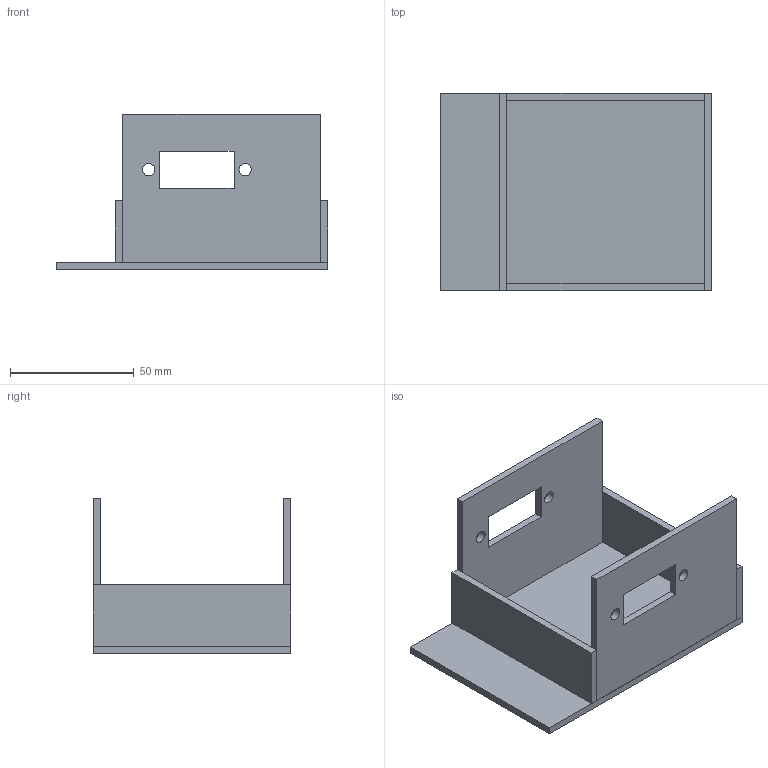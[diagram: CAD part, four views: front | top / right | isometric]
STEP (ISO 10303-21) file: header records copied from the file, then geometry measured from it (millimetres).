
FILE_DESCRIPTION(/* description */ ('STEP AP214'),/* implementation_level */ '2;1');
FILE_NAME(/* name */ '6023ebb868122a158233a1b9',/* time_stamp */ '2021-02-10T14:20:41+00:00',/* author */ (''),/* organization */ (''),/* preprocessor_version */ 'ST-DEVELOPER v18.1',/* originating_system */ ' ',/* authorisation */ ' ');
FILE_SCHEMA (('AUTOMOTIVE_DESIGN {1 0 10303 214 3 1 1}'));
Length unit declared in the file: metre
Products named in the file (5): left_side; right_side; front_side; back_side; base
Bounding box: 110 x 80 x 63 mm (x, y, z)
Volume: 64264.4 mm3; surface area: 47651.4 mm2
Topology: 5 solids, 5 shells, 42 faces, 96 edges, 64 vertices
Faces by surface type: plane 38, cylinder 4
Full cylindrical faces by diameter (mm): 5 x4
Entity records: 1304 total; most frequent: CARTESIAN_POINT 203, DIRECTION 194, ORIENTED_EDGE 184, EDGE_CURVE 92, LINE 84, VECTOR 84, VERTEX_POINT 64, EDGE_LOOP 58
